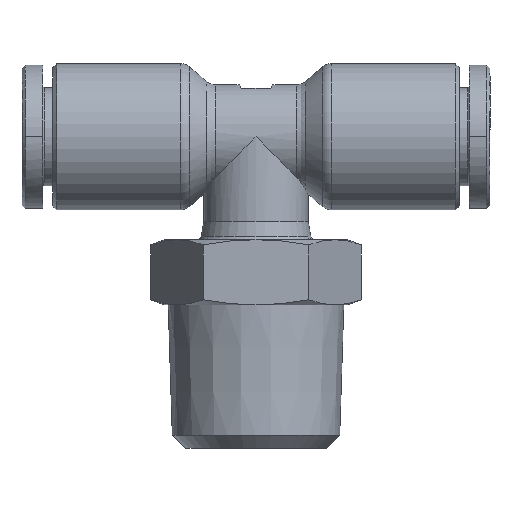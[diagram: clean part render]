
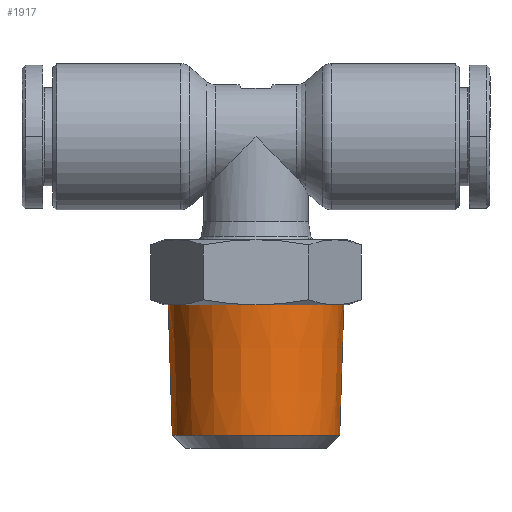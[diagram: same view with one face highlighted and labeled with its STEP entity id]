
A CAD part, front view. The second image highlights one B-rep face of the part: STEP entity #1917.
In plain terms, the highlighted conical face has half-angle 1.791 degrees and reference radius 6.562 mm.
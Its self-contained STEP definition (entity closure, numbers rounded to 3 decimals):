
#1876=CARTESIAN_POINT('',(1.282,0.,-18.616));
#1877=DIRECTION('',(0.,0.,1.0));
#1878=DIRECTION('',(1.0,0.0,0.0));
#1879=AXIS2_PLACEMENT_3D('',#1876,#1877,#1878);
#1880=CONICAL_SURFACE('',#1879,6.562,1.791);
#1881=CARTESIAN_POINT('',(8.017,0.,-13.116));
#1882=VERTEX_POINT('',#1881);
#1883=CARTESIAN_POINT('',(7.704,0.,-23.117));
#1884=VERTEX_POINT('',#1883);
#1885=CARTESIAN_POINT('',(8.017,0.,-13.116));
#1886=DIRECTION('',(-0.031,0.,-1.));
#1887=VECTOR('',#1886,10.005);
#1888=LINE('',#1885,#1887);
#1889=EDGE_CURVE('',#1882,#1884,#1888,.T.);
#1890=ORIENTED_EDGE('',*,*,#1889,.F.);
#1891=CARTESIAN_POINT('',(-5.452,0.,-13.116));
#1892=VERTEX_POINT('',#1891);
#1893=CARTESIAN_POINT('',(1.282,0.,-13.116));
#1894=DIRECTION('',(0.0,0.0,-1.0));
#1895=DIRECTION('',(1.0,0.0,0.0));
#1896=AXIS2_PLACEMENT_3D('',#1893,#1894,#1895);
#1897=CIRCLE('',#1896,6.734);
#1898=EDGE_CURVE('',#1882,#1892,#1897,.T.);
#1899=ORIENTED_EDGE('',*,*,#1898,.T.);
#1900=CARTESIAN_POINT('',(-5.14,0.,-23.117));
#1901=VERTEX_POINT('',#1900);
#1902=CARTESIAN_POINT('',(-5.14,0.,-23.117));
#1903=DIRECTION('',(-0.031,0.,1.));
#1904=VECTOR('',#1903,10.005);
#1905=LINE('',#1902,#1904);
#1906=EDGE_CURVE('',#1901,#1892,#1905,.T.);
#1907=ORIENTED_EDGE('',*,*,#1906,.F.);
#1908=CARTESIAN_POINT('',(1.282,0.,-23.117));
#1909=DIRECTION('',(0.0,0.0,-1.0));
#1910=DIRECTION('',(-1.0,0.0,0.0));
#1911=AXIS2_PLACEMENT_3D('',#1908,#1909,#1910);
#1912=CIRCLE('',#1911,6.422);
#1913=EDGE_CURVE('',#1884,#1901,#1912,.T.);
#1914=ORIENTED_EDGE('',*,*,#1913,.F.);
#1915=EDGE_LOOP('',(#1890,#1899,#1907,#1914));
#1916=FACE_OUTER_BOUND('',#1915,.T.);
#1917=ADVANCED_FACE('',(#1916),#1880,.T.);
